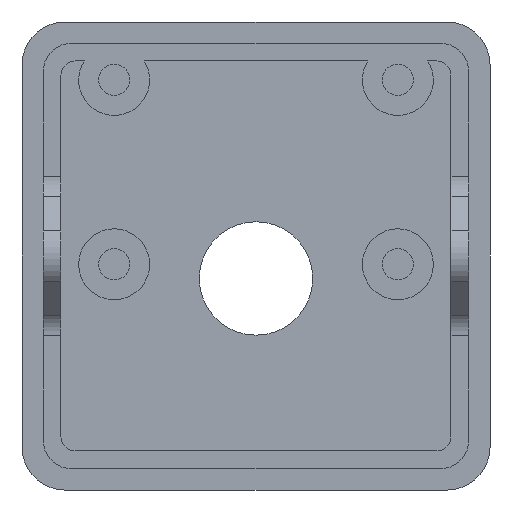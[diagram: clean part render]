
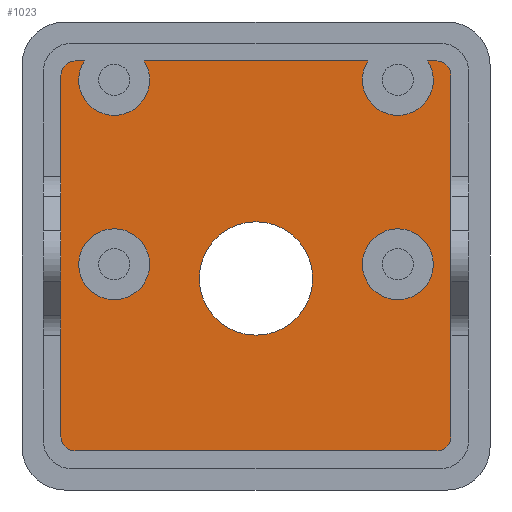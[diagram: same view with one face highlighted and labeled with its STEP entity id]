
A CAD part, front view. The second image highlights one B-rep face of the part: STEP entity #1023.
In plain terms, the highlighted planar face has unit normal (0, -1, 0).
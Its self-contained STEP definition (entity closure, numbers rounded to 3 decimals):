
#21=FACE_BOUND('',#155,.T.);
#22=FACE_BOUND('',#156,.T.);
#23=FACE_BOUND('',#157,.T.);
#44=PLANE('',#1146);
#90=FACE_OUTER_BOUND('',#154,.T.);
#154=EDGE_LOOP('',(#819,#820,#821,#822,#823,#824,#825,#826,#827,#828,#829,
#830));
#155=EDGE_LOOP('',(#831));
#156=EDGE_LOOP('',(#832));
#157=EDGE_LOOP('',(#833));
#208=LINE('',#1590,#297);
#239=LINE('',#1709,#328);
#241=LINE('',#1712,#330);
#242=LINE('',#1715,#331);
#243=LINE('',#1720,#332);
#244=LINE('',#1724,#333);
#297=VECTOR('',#1259,10.);
#328=VECTOR('',#1390,10.);
#330=VECTOR('',#1394,10.);
#331=VECTOR('',#1397,10.);
#332=VECTOR('',#1402,10.);
#333=VECTOR('',#1405,10.);
#392=CIRCLE('',#1116,4.);
#401=CIRCLE('',#1134,2.5);
#402=CIRCLE('',#1137,2.5);
#404=CIRCLE('',#1140,2.5);
#405=CIRCLE('',#1143,2.5);
#406=CIRCLE('',#1147,1.);
#407=CIRCLE('',#1148,1.);
#408=CIRCLE('',#1149,1.);
#409=CIRCLE('',#1150,1.);
#453=VERTEX_POINT('',#1587);
#454=VERTEX_POINT('',#1589);
#476=VERTEX_POINT('',#1652);
#485=VERTEX_POINT('',#1684);
#486=VERTEX_POINT('',#1689);
#487=VERTEX_POINT('',#1690);
#489=VERTEX_POINT('',#1697);
#490=VERTEX_POINT('',#1702);
#491=VERTEX_POINT('',#1703);
#492=VERTEX_POINT('',#1708);
#493=VERTEX_POINT('',#1714);
#494=VERTEX_POINT('',#1717);
#495=VERTEX_POINT('',#1719);
#496=VERTEX_POINT('',#1721);
#497=VERTEX_POINT('',#1723);
#558=EDGE_CURVE('',#454,#453,#208,.T.);
#590=EDGE_CURVE('',#476,#476,#392,.T.);
#605=EDGE_CURVE('',#485,#485,#401,.T.);
#606=EDGE_CURVE('',#486,#487,#402,.T.);
#611=EDGE_CURVE('',#489,#489,#404,.T.);
#612=EDGE_CURVE('',#490,#491,#405,.T.);
#615=EDGE_CURVE('',#492,#490,#239,.T.);
#617=EDGE_CURVE('',#491,#486,#241,.T.);
#618=EDGE_CURVE('',#487,#493,#242,.T.);
#619=EDGE_CURVE('',#493,#454,#406,.T.);
#620=EDGE_CURVE('',#453,#494,#407,.T.);
#621=EDGE_CURVE('',#494,#495,#243,.T.);
#622=EDGE_CURVE('',#495,#496,#408,.T.);
#623=EDGE_CURVE('',#496,#497,#244,.T.);
#624=EDGE_CURVE('',#497,#492,#409,.T.);
#819=ORIENTED_EDGE('',*,*,#606,.T.);
#820=ORIENTED_EDGE('',*,*,#618,.T.);
#821=ORIENTED_EDGE('',*,*,#619,.T.);
#822=ORIENTED_EDGE('',*,*,#558,.T.);
#823=ORIENTED_EDGE('',*,*,#620,.T.);
#824=ORIENTED_EDGE('',*,*,#621,.T.);
#825=ORIENTED_EDGE('',*,*,#622,.T.);
#826=ORIENTED_EDGE('',*,*,#623,.T.);
#827=ORIENTED_EDGE('',*,*,#624,.T.);
#828=ORIENTED_EDGE('',*,*,#615,.T.);
#829=ORIENTED_EDGE('',*,*,#612,.T.);
#830=ORIENTED_EDGE('',*,*,#617,.T.);
#831=ORIENTED_EDGE('',*,*,#590,.T.);
#832=ORIENTED_EDGE('',*,*,#611,.T.);
#833=ORIENTED_EDGE('',*,*,#605,.T.);
#1023=ADVANCED_FACE('',(#90,#21,#22,#23),#44,.F.);
#1116=AXIS2_PLACEMENT_3D('',#1653,#1321,#1322);
#1134=AXIS2_PLACEMENT_3D('',#1686,#1363,#1364);
#1137=AXIS2_PLACEMENT_3D('',#1691,#1369,#1370);
#1140=AXIS2_PLACEMENT_3D('',#1699,#1378,#1379);
#1143=AXIS2_PLACEMENT_3D('',#1704,#1384,#1385);
#1146=AXIS2_PLACEMENT_3D('',#1713,#1395,#1396);
#1147=AXIS2_PLACEMENT_3D('',#1716,#1398,#1399);
#1148=AXIS2_PLACEMENT_3D('',#1718,#1400,#1401);
#1149=AXIS2_PLACEMENT_3D('',#1722,#1403,#1404);
#1150=AXIS2_PLACEMENT_3D('',#1725,#1406,#1407);
#1259=DIRECTION('',(0.,0.,-1.));
#1321=DIRECTION('center_axis',(0.,1.,0.));
#1322=DIRECTION('ref_axis',(1.,0.,0.));
#1363=DIRECTION('center_axis',(0.,1.,0.));
#1364=DIRECTION('ref_axis',(1.,0.,0.));
#1369=DIRECTION('center_axis',(0.,1.,0.));
#1370=DIRECTION('ref_axis',(1.,0.,0.));
#1378=DIRECTION('center_axis',(0.,1.,0.));
#1379=DIRECTION('ref_axis',(1.,0.,0.));
#1384=DIRECTION('center_axis',(0.,1.,0.));
#1385=DIRECTION('ref_axis',(1.,0.,0.));
#1390=DIRECTION('',(-1.,0.,0.));
#1394=DIRECTION('',(-1.,0.,0.));
#1395=DIRECTION('center_axis',(0.,1.,0.));
#1396=DIRECTION('ref_axis',(0.,0.,1.));
#1397=DIRECTION('',(-1.,0.,0.));
#1398=DIRECTION('center_axis',(0.,-1.,0.));
#1399=DIRECTION('ref_axis',(1.,0.,0.));
#1400=DIRECTION('center_axis',(0.,-1.,0.));
#1401=DIRECTION('ref_axis',(0.,0.,1.));
#1402=DIRECTION('',(1.,0.,0.));
#1403=DIRECTION('center_axis',(0.,-1.,0.));
#1404=DIRECTION('ref_axis',(-1.,0.,0.));
#1405=DIRECTION('',(0.,0.,1.));
#1406=DIRECTION('center_axis',(0.,-1.,0.));
#1407=DIRECTION('ref_axis',(0.,0.,-1.));
#1587=CARTESIAN_POINT('',(-13.75,0.,-12.75));
#1589=CARTESIAN_POINT('',(-13.75,0.,12.75));
#1590=CARTESIAN_POINT('',(-13.75,0.,-6.375));
#1652=CARTESIAN_POINT('',(-4.,0.,-1.583));
#1653=CARTESIAN_POINT('Origin',(0.,0.,-1.583));
#1684=CARTESIAN_POINT('',(-12.5,0.,-0.583));
#1686=CARTESIAN_POINT('Origin',(-10.,0.,-0.583));
#1689=CARTESIAN_POINT('',(-7.885,0.,13.75));
#1690=CARTESIAN_POINT('',(-12.115,0.,13.75));
#1691=CARTESIAN_POINT('Origin',(-10.,0.,12.417));
#1697=CARTESIAN_POINT('',(7.5,0.,-0.583));
#1699=CARTESIAN_POINT('Origin',(10.,0.,-0.583));
#1702=CARTESIAN_POINT('',(12.115,0.,13.75));
#1703=CARTESIAN_POINT('',(7.885,0.,13.75));
#1704=CARTESIAN_POINT('Origin',(10.,0.,12.417));
#1708=CARTESIAN_POINT('',(12.75,0.,13.75));
#1709=CARTESIAN_POINT('',(-6.375,0.,13.75));
#1712=CARTESIAN_POINT('',(-6.375,0.,13.75));
#1713=CARTESIAN_POINT('Origin',(0.,0.,0.));
#1714=CARTESIAN_POINT('',(-12.75,0.,13.75));
#1715=CARTESIAN_POINT('',(-6.375,0.,13.75));
#1716=CARTESIAN_POINT('Origin',(-12.75,0.,12.75));
#1717=CARTESIAN_POINT('',(-12.75,0.,-13.75));
#1718=CARTESIAN_POINT('Origin',(-12.75,0.,-12.75));
#1719=CARTESIAN_POINT('',(12.75,0.,-13.75));
#1720=CARTESIAN_POINT('',(6.375,0.,-13.75));
#1721=CARTESIAN_POINT('',(13.75,0.,-12.75));
#1722=CARTESIAN_POINT('Origin',(12.75,0.,-12.75));
#1723=CARTESIAN_POINT('',(13.75,0.,12.75));
#1724=CARTESIAN_POINT('',(13.75,0.,6.375));
#1725=CARTESIAN_POINT('Origin',(12.75,0.,12.75));
